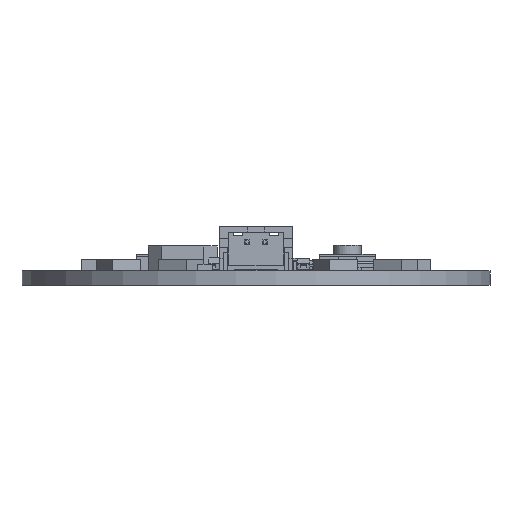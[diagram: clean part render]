
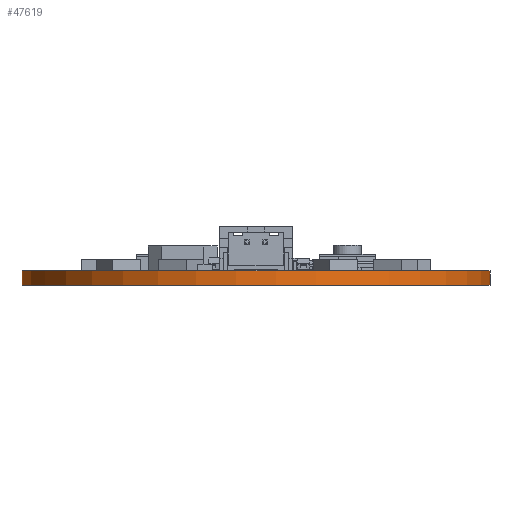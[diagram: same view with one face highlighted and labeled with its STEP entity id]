
A CAD part, front view. The second image highlights one B-rep face of the part: STEP entity #47619.
In plain terms, the highlighted cylindrical face has radius 25.407 mm (diameter 50.813 mm), a partial arc.
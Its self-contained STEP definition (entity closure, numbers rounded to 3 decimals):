
#2835=FACE_OUTER_BOUND('',#5362,.T.);
#5362=EDGE_LOOP('',(#32466,#32467,#32468,#32469));
#8172=LINE('',#67710,#13974);
#8174=LINE('',#67713,#13976);
#13974=VECTOR('',#54801,10.);
#13976=VECTOR('',#54803,10.);
#19869=CIRCLE('',#50718,25.407);
#19870=CIRCLE('',#50719,25.407);
#20898=VERTEX_POINT('',#67706);
#20899=VERTEX_POINT('',#67707);
#20900=VERTEX_POINT('',#67709);
#20901=VERTEX_POINT('',#67711);
#25474=EDGE_CURVE('',#20898,#20900,#8172,.T.);
#25476=EDGE_CURVE('',#20899,#20901,#8174,.T.);
#25477=EDGE_CURVE('',#20898,#20899,#19869,.T.);
#25478=EDGE_CURVE('',#20900,#20901,#19870,.T.);
#32466=ORIENTED_EDGE('',*,*,#25477,.T.);
#32467=ORIENTED_EDGE('',*,*,#25476,.T.);
#32468=ORIENTED_EDGE('',*,*,#25478,.F.);
#32469=ORIENTED_EDGE('',*,*,#25474,.F.);
#45844=CYLINDRICAL_SURFACE('',#50717,25.407);
#47619=ADVANCED_FACE('',(#2835),#45844,.T.);
#50717=AXIS2_PLACEMENT_3D('',#67714,#54804,#54805);
#50718=AXIS2_PLACEMENT_3D('',#67715,#54806,#54807);
#50719=AXIS2_PLACEMENT_3D('',#67716,#54808,#54809);
#54801=DIRECTION('',(0.,0.,1.));
#54803=DIRECTION('',(0.,0.,1.));
#54804=DIRECTION('center_axis',(0.,0.,1.));
#54805=DIRECTION('ref_axis',(0.,-1.,0.));
#54806=DIRECTION('center_axis',(0.,0.,1.));
#54807=DIRECTION('ref_axis',(-0.137,0.991,0.));
#54808=DIRECTION('center_axis',(0.,0.,1.));
#54809=DIRECTION('ref_axis',(-0.137,0.991,0.));
#67706=CARTESIAN_POINT('',(-3.492,25.146,0.));
#67707=CARTESIAN_POINT('',(3.492,25.146,0.));
#67709=CARTESIAN_POINT('',(-3.492,25.146,1.57));
#67710=CARTESIAN_POINT('',(-3.492,25.146,0.));
#67711=CARTESIAN_POINT('',(3.492,25.146,1.57));
#67713=CARTESIAN_POINT('',(3.492,25.146,0.));
#67714=CARTESIAN_POINT('Origin',(0.,-0.019,
0.));
#67715=CARTESIAN_POINT('Origin',(0.,-0.019,
0.));
#67716=CARTESIAN_POINT('Origin',(0.,-0.019,
1.57));
